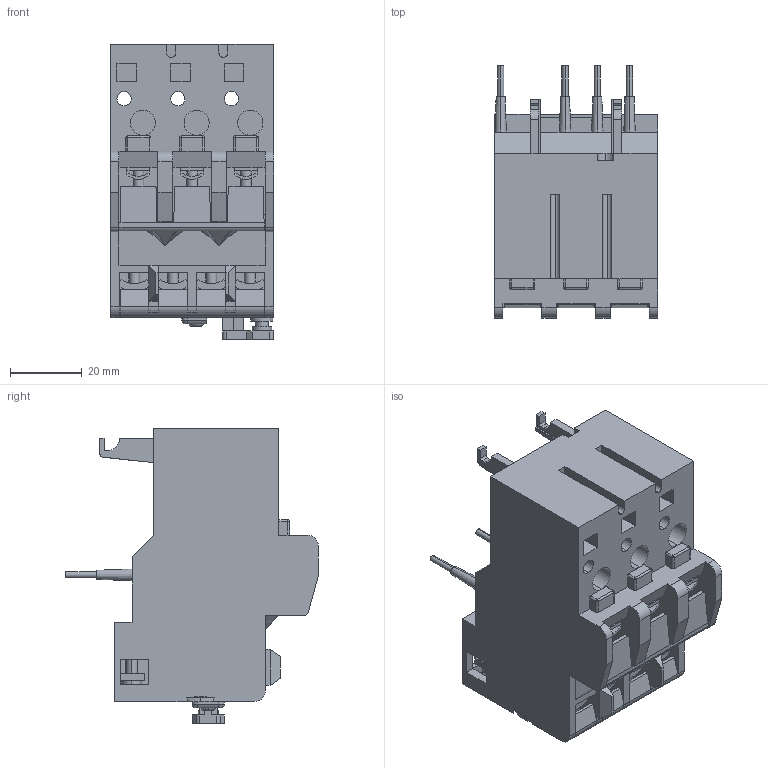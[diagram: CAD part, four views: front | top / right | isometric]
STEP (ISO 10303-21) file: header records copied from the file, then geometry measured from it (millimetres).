
FILE_DESCRIPTION (( 'STEP AP214' ), '1' );
FILE_NAME ('RW17D-2D3-U017.STEP', '2014-02-03T18:38:17', ( '' ), ( '' ), 'SwSTEP 2.0', 'SolidWorks 2013', '' );
FILE_SCHEMA (( 'AUTOMOTIVE_DESIGN' ));
Length unit declared in the file: millimetre
Products named in the file (1): RW17D-2D3-U017
Bounding box: 45.55 x 70.5 x 82.65 mm (x, y, z)
Volume: 127367.6 mm3; surface area: 34564.1 mm2
Topology: 17 solids, 17 shells, 748 faces, 1984 edges, 1301 vertices
Faces by surface type: plane 512, cylinder 211, cone 15, sphere 6, torus 4
Entity records: 31676 total; most frequent: CARTESIAN_POINT 4896, ORIENTED_EDGE 3956, DIRECTION 3827, EDGE_CURVE 1978, VECTOR 1479, LINE 1479, VERTEX_POINT 1301, AXIS2_PLACEMENT_3D 1174
